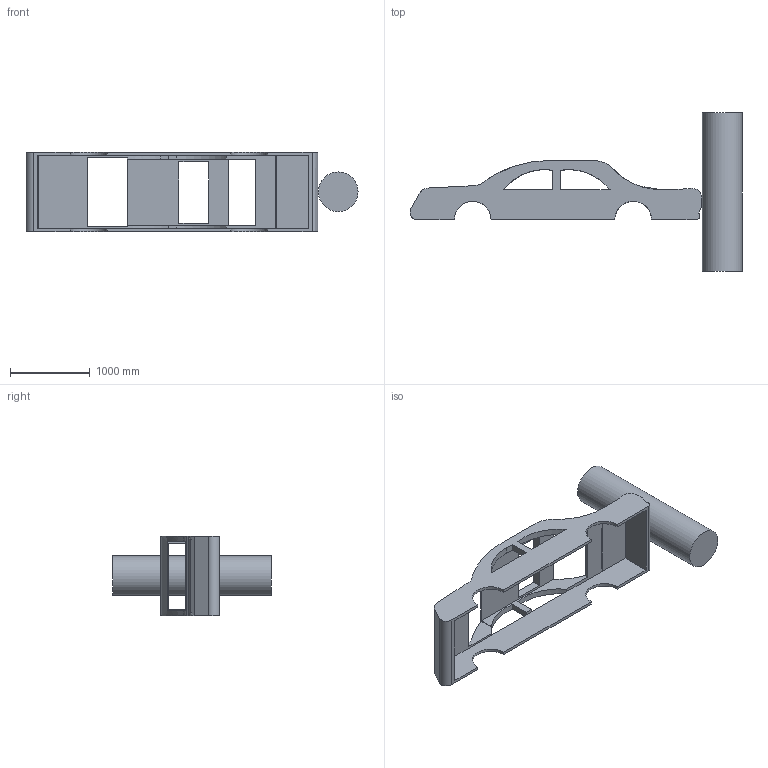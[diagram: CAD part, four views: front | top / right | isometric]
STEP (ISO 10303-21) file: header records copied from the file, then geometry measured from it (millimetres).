
FILE_DESCRIPTION(('FreeCAD Model'),'2;1');
FILE_NAME('Open CASCADE Shape Model','2025-05-04T18:20:26',('FreeCAD'),( 'FreeCAD'),'Open CASCADE STEP processor 7.6','FreeCAD','Unknown');
FILE_SCHEMA(('AUTOMOTIVE_DESIGN { 1 0 10303 214 1 1 1 1 }'));
Length unit declared in the file: millimetre
Products named in the file (1): Open CASCADE STEP translator 7.6 1
Bounding box: 4163.59 x 1988.01 x 994 mm (x, y, z)
Volume: 684251947.5 mm3; surface area: 16398017 mm2
Topology: 2 solids, 2 shells, 61 faces, 195 edges, 128 vertices
Faces by surface type: bspline 61
Entity records: 2119 total; most frequent: CARTESIAN_POINT 995, ORIENTED_EDGE 390, EDGE_CURVE 195, B_SPLINE_CURVE_WITH_KNOTS 149, VERTEX_POINT 128, FACE_BOUND 69, EDGE_LOOP 69, ADVANCED_FACE 61
